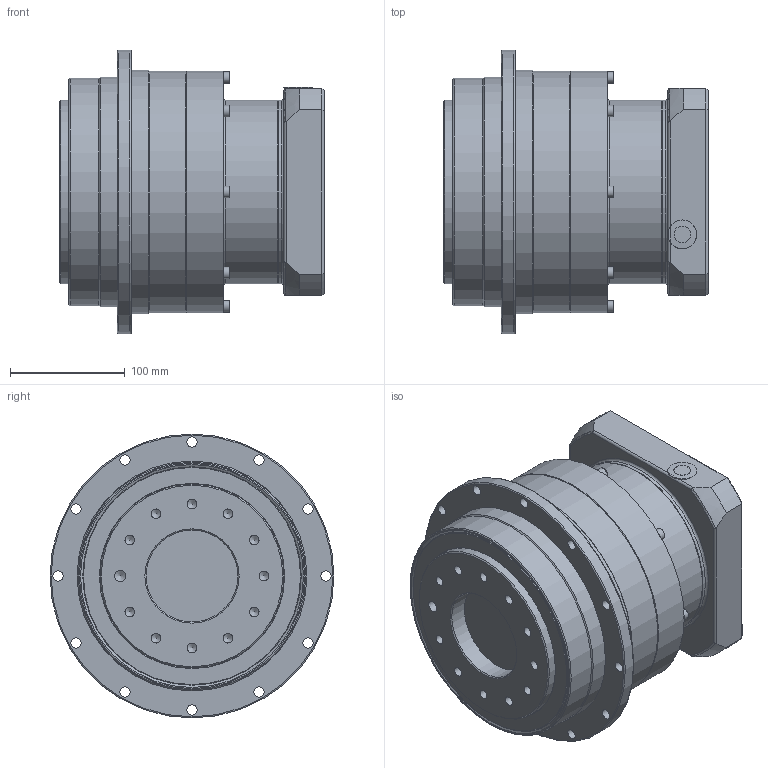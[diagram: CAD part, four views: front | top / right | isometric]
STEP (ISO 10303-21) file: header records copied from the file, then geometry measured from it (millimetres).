
FILE_DESCRIPTION(/* description */ (''),/* implementation_level */ '2;1');
FILE_NAME(/* name */ 'NF20000A1-180A.stp',/* time_stamp */ '2018-10-23T08:31:41+09:00',/* author */ ('Y.J.JI'),/* organization */ (''),/* preprocessor_version */ 'ST-DEVELOPER v15.6',/* originating_system */ 'Autodesk Inventor 2015',/* authorisation */ '');
FILE_SCHEMA (('AUTOMOTIVE_DESIGN { 1 0 10303 214 3 1 1 }'));
Length unit declared in the file: millimetre
Products named in the file (1): NF20000A1-180A
Bounding box: 230 x 247 x 247 mm (x, y, z)
Volume: 5312030.2 mm3; surface area: 463081.2 mm2
Topology: 1 solids, 20 shells, 436 faces, 996 edges, 636 vertices
Faces by surface type: plane 186, cylinder 127, cone 83, torus 36, sphere 4
Full cylindrical faces by diameter (mm): 4.917 x8, 6 x8, 6.5 x8, 8.376 x12, 9 x12, 10 x10, 10.106 x8, 11 x1, 12 x4, 12.5 x1, 14 x5, 14.5 x1, 16 x1, 18 x4, 20 x4, 25 x1, 80 x1, 112 x1, 114.3 x1, 120 x1, 130 x1, 148 x1, 152.1 x1, 160 x4, 164 x1, 190 x2, 198 x1, 200 x1, 210 x2, 212 x1
Entity records: 10990 total; most frequent: CARTESIAN_POINT 2155, DIRECTION 1799, ORIENTED_EDGE 1416, AXIS2_PLACEMENT_3D 778, EDGE_LOOP 724, EDGE_CURVE 708, VERTEX_POINT 556, FACE_OUTER_BOUND 436
